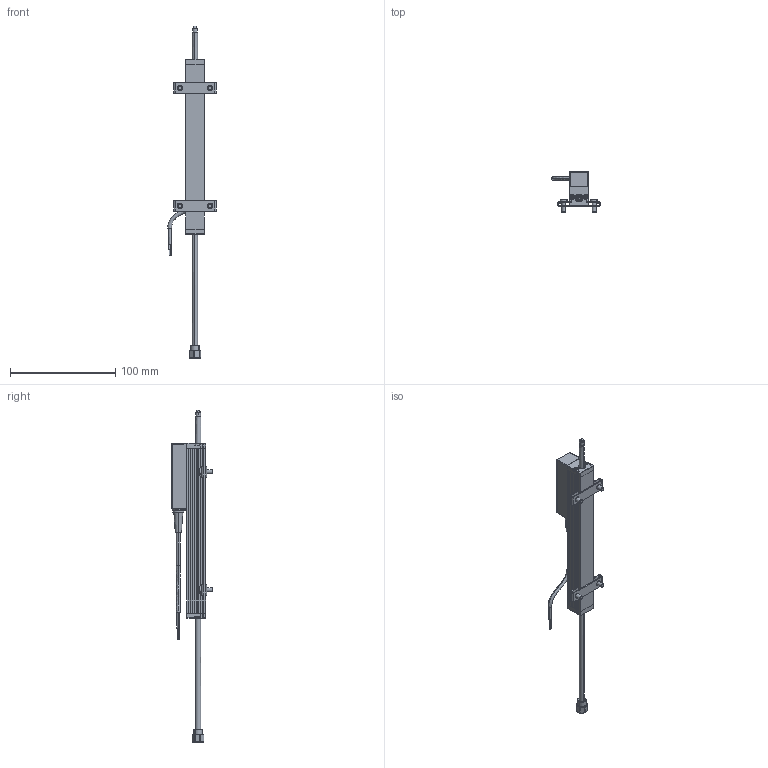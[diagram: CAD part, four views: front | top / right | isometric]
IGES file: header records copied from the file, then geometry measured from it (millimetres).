
Start section: SolidWorks IGES file using analytic representation for surfaces
Global section: file name: LS1-0100-002-cable-retract.IGS; native system: SolidWorks 2011; preprocessor: SolidWorks 2011; author: Thiel; date: 120615.142140; units: millimetre
Bounding box: 45.86 x 38.78 x 315.2 mm (x, y, z)
Surface area: 29080.1 mm2 (no closed solid volume)
Topology: 0 solids, 0 shells, 508 faces, 7287 edges, 7278 vertices
Faces by surface type: bspline 272, revolution 236
